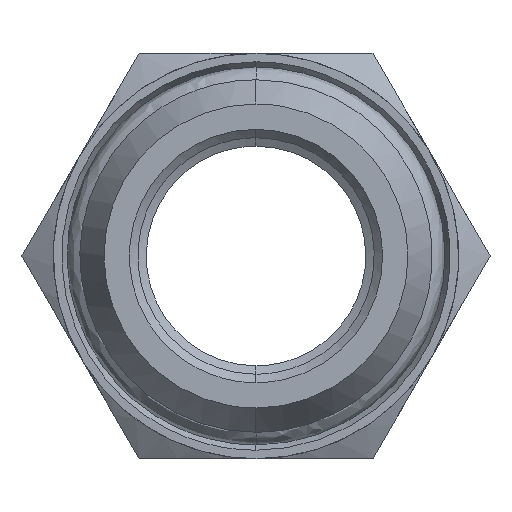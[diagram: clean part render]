
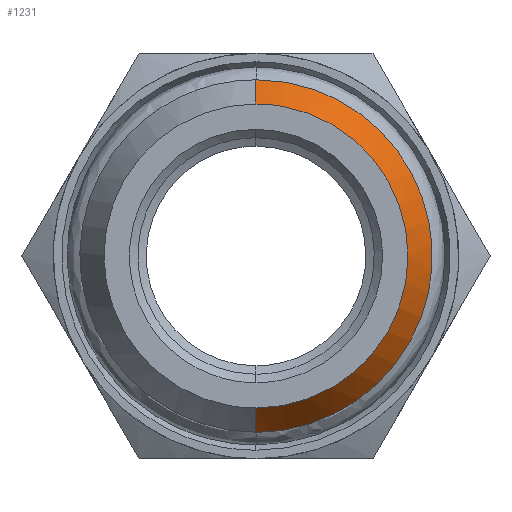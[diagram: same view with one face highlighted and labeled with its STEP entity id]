
A CAD part, front view. The second image highlights one B-rep face of the part: STEP entity #1231.
In plain terms, the highlighted free-form (B-spline) face has degree [1, 3] with [2, 7] control points.
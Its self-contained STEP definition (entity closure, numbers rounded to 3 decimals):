
#9 = CARTESIAN_POINT ( 'NONE',  ( 1.176, 0., -8.942 ) ) ;
#39 = CARTESIAN_POINT ( 'NONE',  ( 6.782, 0., 5.946 ) ) ;
#227 = ORIENTED_EDGE ( 'NONE', *, *, #1489, .F. ) ;
#249 = CARTESIAN_POINT ( 'NONE',  ( 9., 0., 5.272 ) ) ;
#252 = CARTESIAN_POINT ( 'NONE',  ( 0., 0., 9. ) ) ;
#273 = CARTESIAN_POINT ( 'NONE',  ( 8.942, 0., 1.176 ) ) ;
#317 = CARTESIAN_POINT ( 'NONE',  ( 0., 0., 9. ) ) ;
#446 = CARTESIAN_POINT ( 'NONE',  ( 0., 2.485, 10.435 ) ) ;
#465 = B_SPLINE_CURVE_WITH_KNOTS ( 'NONE', 1,
 ( #1521, #742 ),
 .UNSPECIFIED., .F., .F.,
 ( 2, 2 ),
 ( -1., 0. ),
 .UNSPECIFIED. ) ;
#483 = CARTESIAN_POINT ( 'NONE',  ( 9., 0., -0.591 ) ) ;
#492 = CARTESIAN_POINT ( 'NONE',  ( 0., 0., -9. ) ) ;
#507 = CARTESIAN_POINT ( 'NONE',  ( 7.155, 0., 5.491 ) ) ;
#554 = CARTESIAN_POINT ( 'NONE',  ( 0., 2.485, 10.435 ) ) ;
#587 = EDGE_CURVE ( 'NONE', #2514, #1798, #1729, .T. ) ;
#623 = ORIENTED_EDGE ( 'NONE', *, *, #1097, .F. ) ;
#703 = CARTESIAN_POINT ( 'NONE',  ( 0., 2.485, 10.435 ) ) ;
#730 = CARTESIAN_POINT ( 'NONE',  ( 1.176, 0., 8.942 ) ) ;
#742 = CARTESIAN_POINT ( 'NONE',  ( 0., 0., -9. ) ) ;
#743 = CARTESIAN_POINT ( 'NONE',  ( 9., 0., -5.272 ) ) ;
#744 = CARTESIAN_POINT ( 'NONE',  ( 7.812, 0., -4.509 ) ) ;
#758 = CARTESIAN_POINT ( 'NONE',  ( 8.712, 0., 2.335 ) ) ;
#773 = CARTESIAN_POINT ( 'NONE',  ( 7.155, 0., -5.491 ) ) ;
#858 = EDGE_CURVE ( 'NONE', #1862, #3158, #465, .T. ) ;
#878 = CARTESIAN_POINT ( 'NONE',  ( 0., 2.485, -10.435 ) ) ;
#920 = CARTESIAN_POINT ( 'NONE',  ( 0., 0., 9. ) ) ;
#973 = CARTESIAN_POINT ( 'NONE',  ( 10.435, 2.485, -6.113 ) ) ;
#974 = CARTESIAN_POINT ( 'NONE',  ( 2.898, 0., 8.541 ) ) ;
#995 = CARTESIAN_POINT ( 'NONE',  ( 5.272, 0., 9. ) ) ;
#997 = CARTESIAN_POINT ( 'NONE',  ( 2.335, 0., 8.712 ) ) ;
#1019 = CARTESIAN_POINT ( 'NONE',  ( 0.591, 0., 9. ) ) ;
#1097 = EDGE_CURVE ( 'NONE', #1798, #1862, #3058, .T. ) ;
#1217 = CARTESIAN_POINT ( 'NONE',  ( 6.113, 2.485, 10.435 ) ) ;
#1231 = ADVANCED_FACE ( 'NONE', ( #2071 ), #2131, .F. ) ;
#1240 = CARTESIAN_POINT ( 'NONE',  ( 5.946, 0., -6.782 ) ) ;
#1251 = CARTESIAN_POINT ( 'NONE',  ( 5.946, 0., 6.782 ) ) ;
#1264 = CARTESIAN_POINT ( 'NONE',  ( 8.089, 0., -3.99 ) ) ;
#1282 = CARTESIAN_POINT ( 'NONE',  ( 8.541, 0., -2.898 ) ) ;
#1469 = CARTESIAN_POINT ( 'NONE',  ( 0., 2.485, -10.435 ) ) ;
#1486 = CARTESIAN_POINT ( 'NONE',  ( 10.435, 2.485, 0. ) ) ;
#1489 = EDGE_CURVE ( 'NONE', #3158, #2514, #3108, .T. ) ;
#1511 = CARTESIAN_POINT ( 'NONE',  ( 10.435, 2.485, 6.113 ) ) ;
#1521 = CARTESIAN_POINT ( 'NONE',  ( 0., 2.485, -10.435 ) ) ;
#1523 = CARTESIAN_POINT ( 'NONE',  ( 4.509, 0., -7.812 ) ) ;
#1538 = CARTESIAN_POINT ( 'NONE',  ( 8.541, 0., 2.898 ) ) ;
#1671 = CARTESIAN_POINT ( 'NONE',  ( 10.435, 2.485, 6.113 ) ) ;
#1729 = B_SPLINE_CURVE_WITH_KNOTS ( 'NONE', 1,
 ( #317, #554 ),
 .UNSPECIFIED., .F., .F.,
 ( 2, 2 ),
 ( -1., 0. ),
 .UNSPECIFIED. ) ;
#1767 = CARTESIAN_POINT ( 'NONE',  ( 9., 0., 0.591 ) ) ;
#1781 = CARTESIAN_POINT ( 'NONE',  ( 3.99, 0., 8.089 ) ) ;
#1794 = CARTESIAN_POINT ( 'NONE',  ( 6.782, 0., -5.946 ) ) ;
#1798 = VERTEX_POINT ( 'NONE', #446 ) ;
#1862 = VERTEX_POINT ( 'NONE', #1469 ) ;
#1921 = CARTESIAN_POINT ( 'NONE',  ( 0., 0., -9. ) ) ;
#1928 = CARTESIAN_POINT ( 'NONE',  ( 6.113, 2.485, 10.435 ) ) ;
#2036 = CARTESIAN_POINT ( 'NONE',  ( 8.089, 0., 3.99 ) ) ;
#2071 = FACE_OUTER_BOUND ( 'NONE', #3038, .T. ) ;
#2131 =( BOUNDED_SURFACE ( )  B_SPLINE_SURFACE ( 1, 3, ( 
 ( #2763, #995, #249, #2279, #743, #3032, #2534 ),
 ( #703, #1217, #1511, #1486, #973, #3263, #2778 ) ),
 .UNSPECIFIED., .F., .F., .F. ) 
 B_SPLINE_SURFACE_WITH_KNOTS ( ( 2, 2 ),
 ( 4, 3, 4 ),
 ( 0., 1. ),
 ( 0., 0.5, 1. ),
 .UNSPECIFIED. ) 
 GEOMETRIC_REPRESENTATION_ITEM ( )  RATIONAL_B_SPLINE_SURFACE ( (
 ( 1., 0.805, 0.805, 1., 0.805, 0.805, 1.),
 ( 1., 0.805, 0.805, 1., 0.805, 0.805, 1.) ) ) 
 REPRESENTATION_ITEM ( '' )  SURFACE ( )  );
#2160 = CARTESIAN_POINT ( 'NONE',  ( 10.435, 2.485, 0. ) ) ;
#2182 = CARTESIAN_POINT ( 'NONE',  ( 6.113, 2.485, -10.435 ) ) ;
#2279 = CARTESIAN_POINT ( 'NONE',  ( 9., 0., 0. ) ) ;
#2281 = CARTESIAN_POINT ( 'NONE',  ( 3.99, 0., -8.089 ) ) ;
#2303 = CARTESIAN_POINT ( 'NONE',  ( 5.491, 0., -7.155 ) ) ;
#2514 = VERTEX_POINT ( 'NONE', #920 ) ;
#2515 = CARTESIAN_POINT ( 'NONE',  ( 0.591, 0., -9. ) ) ;
#2534 = CARTESIAN_POINT ( 'NONE',  ( 0., 0., -9. ) ) ;
#2536 = CARTESIAN_POINT ( 'NONE',  ( 4.509, 0., 7.812 ) ) ;
#2555 = CARTESIAN_POINT ( 'NONE',  ( 8.712, 0., -2.335 ) ) ;
#2664 = CARTESIAN_POINT ( 'NONE',  ( 10.435, 2.485, -6.113 ) ) ;
#2759 = ORIENTED_EDGE ( 'NONE', *, *, #858, .F. ) ;
#2763 = CARTESIAN_POINT ( 'NONE',  ( 0., 0., 9. ) ) ;
#2778 = CARTESIAN_POINT ( 'NONE',  ( 0., 2.485, -10.435 ) ) ;
#2780 = CARTESIAN_POINT ( 'NONE',  ( 7.812, 0., 4.509 ) ) ;
#2793 = CARTESIAN_POINT ( 'NONE',  ( 2.335, 0., -8.712 ) ) ;
#2910 = CARTESIAN_POINT ( 'NONE',  ( 0., 2.485, 10.435 ) ) ;
#3032 = CARTESIAN_POINT ( 'NONE',  ( 5.272, 0., -9. ) ) ;
#3038 = EDGE_LOOP ( 'NONE', ( #2759, #623, #3089, #227 ) ) ;
#3045 = CARTESIAN_POINT ( 'NONE',  ( 5.491, 0., 7.155 ) ) ;
#3057 = CARTESIAN_POINT ( 'NONE',  ( 8.942, 0., -1.176 ) ) ;
#3058 =( BOUNDED_CURVE ( )  B_SPLINE_CURVE ( 3, ( #2910, #1928, #1671, #2160, #2664, #2182, #878 ),
 .UNSPECIFIED., .F., .F. ) 
 B_SPLINE_CURVE_WITH_KNOTS ( ( 4, 3, 4 ),
 ( -3.142, -1.571, 0. ),
 .UNSPECIFIED. ) 
 CURVE ( )  GEOMETRIC_REPRESENTATION_ITEM ( )  RATIONAL_B_SPLINE_CURVE ( ( 1., 0.805, 0.805, 1., 0.805, 0.805, 1. ) ) 
 REPRESENTATION_ITEM ( '' )  );
#3073 = CARTESIAN_POINT ( 'NONE',  ( 2.898, 0., -8.541 ) ) ;
#3089 = ORIENTED_EDGE ( 'NONE', *, *, #587, .F. ) ;
#3108 = B_SPLINE_CURVE_WITH_KNOTS ( 'NONE', 3,
 ( #492, #2515, #9, #2793, #3073, #2281, #1523, #2303, #1240, #1794, #773, #744, #1264, #1282, #2555, #3057, #483, #1767, #273, #758, #1538, #2036, #2780, #507, #39, #1251, #3045, #2536, #1781, #974, #997, #730, #1019, #252 ),
 .UNSPECIFIED., .F., .F.,
 ( 4, 2, 2, 2, 2, 2, 2, 2, 2, 2, 2, 2, 2, 2, 2, 2, 4 ),
 ( 0., 0.196, 0.393, 0.589, 0.785, 0.982, 1.178, 1.374, 1.571, 1.767, 1.963, 2.16, 2.356, 2.553, 2.749, 2.945, 3.142 ),
 .UNSPECIFIED. ) ;
#3158 = VERTEX_POINT ( 'NONE', #1921 ) ;
#3263 = CARTESIAN_POINT ( 'NONE',  ( 6.113, 2.485, -10.435 ) ) ;
